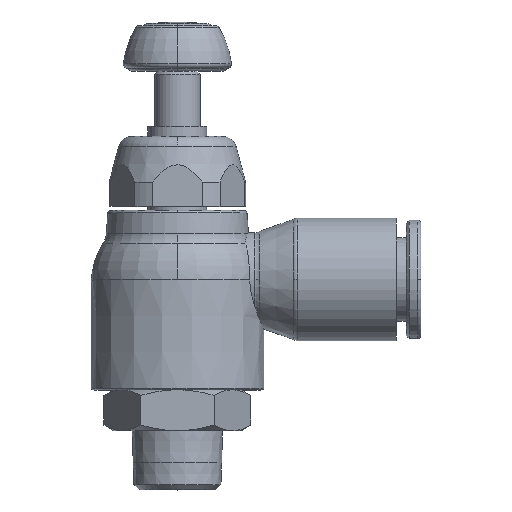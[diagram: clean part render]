
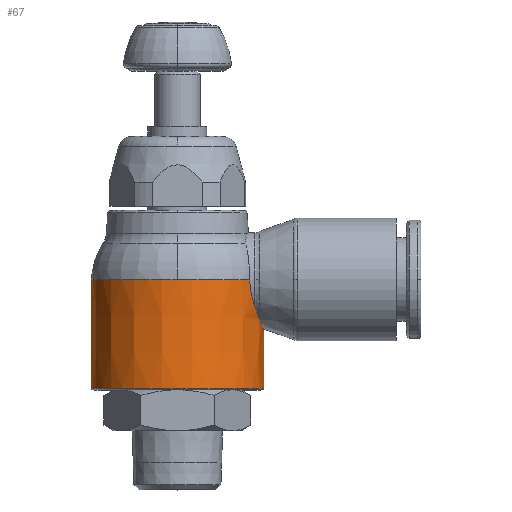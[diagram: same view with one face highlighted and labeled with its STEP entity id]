
A CAD part, top view. The second image highlights one B-rep face of the part: STEP entity #67.
In plain terms, the highlighted conical face has half-angle 0.066 degrees and reference radius 9.493 mm.
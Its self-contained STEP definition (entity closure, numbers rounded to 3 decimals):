
#67=ADVANCED_FACE('',(#210),#211,.T.);
#210=FACE_OUTER_BOUND('',#465,.T.);
#211=CONICAL_SURFACE('',#466,9.493,0.001);
#465=EDGE_LOOP('',(#838,#839,#840,#841,#842,#843,#844,#845,#846));
#466=AXIS2_PLACEMENT_3D('',#847,#848,#849);
#838=ORIENTED_EDGE('',*,*,#1722,.F.);
#839=ORIENTED_EDGE('',*,*,#1723,.T.);
#840=ORIENTED_EDGE('',*,*,#1679,.T.);
#841=ORIENTED_EDGE('',*,*,#1724,.F.);
#842=ORIENTED_EDGE('',*,*,#1725,.T.);
#843=ORIENTED_EDGE('',*,*,#1726,.T.);
#844=ORIENTED_EDGE('',*,*,#1727,.T.);
#845=ORIENTED_EDGE('',*,*,#1720,.F.);
#846=ORIENTED_EDGE('',*,*,#1728,.F.);
#847=CARTESIAN_POINT('',(0.0,10.644,0.0));
#848=DIRECTION('',(-0.0,-1.0,-0.0));
#849=DIRECTION('',(-1.0,0.0,0.0));
#1679=EDGE_CURVE('',#2004,#2010,#2012,.T.);
#1720=EDGE_CURVE('',#2086,#2088,#2089,.T.);
#1722=EDGE_CURVE('',#2091,#2092,#2093,.T.);
#1723=EDGE_CURVE('',#2091,#2004,#2094,.T.);
#1724=EDGE_CURVE('',#2095,#2010,#2096,.T.);
#1725=EDGE_CURVE('',#2095,#2097,#2098,.T.);
#1726=EDGE_CURVE('',#2097,#2099,#2100,.T.);
#1727=EDGE_CURVE('',#2099,#2088,#2101,.T.);
#1728=EDGE_CURVE('',#2092,#2086,#2102,.T.);
#2004=VERTEX_POINT('',#2505);
#2010=VERTEX_POINT('',#2511);
#2012=CIRCLE('',#2513,9.5);
#2086=VERTEX_POINT('',#2661);
#2088=VERTEX_POINT('',#2663);
#2089=CIRCLE('',#2664,9.486);
#2091=VERTEX_POINT('',#2673);
#2092=VERTEX_POINT('',#2674);
#2093=LINE('',#2675,#2676);
#2094=CIRCLE('',#2677,9.5);
#2095=VERTEX_POINT('',#2678);
#2096=LINE('',#2679,#2680);
#2097=VERTEX_POINT('',#2681);
#2098=B_SPLINE_CURVE_WITH_KNOTS('',3,(#2682,#2683,#2684,#2685,#2686,#2687,#2688,#2689,#2690,#2691,#2692,#2693,#2694,#2695),.UNSPECIFIED.,.F.,.F.,(4,2,2,2,2,2,4),(20.913,21.952,22.991,24.031,25.07,26.109,27.149),.UNSPECIFIED.);
#2099=VERTEX_POINT('',#2696);
#2100=B_SPLINE_CURVE_WITH_KNOTS('',3,(#2697,#2698,#2699,#2700,#2701,#2702),.UNSPECIFIED.,.F.,.F.,(4,2,4),(0.0,1.753,3.47),.UNSPECIFIED.);
#2101=B_SPLINE_CURVE_WITH_KNOTS('',3,(#2703,#2704,#2705,#2706,#2707,#2708,#2709,#2710,#2711,#2712),.UNSPECIFIED.,.F.,.F.,(4,2,2,2,4),(12.803,12.923,13.92,14.916,15.845),.UNSPECIFIED.);
#2102=CIRCLE('',#2713,9.486);
#2505=CARTESIAN_POINT('',(0.,4.686,9.5));
#2511=CARTESIAN_POINT('',(9.5,4.686,0.));
#2513=AXIS2_PLACEMENT_3D('',#3599,#3600,#3601);
#2661=CARTESIAN_POINT('',(0.,16.602,9.486));
#2663=CARTESIAN_POINT('',(7.967,16.602,5.15));
#2664=AXIS2_PLACEMENT_3D('',#3676,#3677,#3678);
#2673=CARTESIAN_POINT('',(-9.5,4.686,0.0));
#2674=CARTESIAN_POINT('',(-9.486,16.602,0.));
#2675=CARTESIAN_POINT('',(-9.493,10.644,0.));
#2676=VECTOR('',#3679,1.0);
#2677=AXIS2_PLACEMENT_3D('',#3680,#3681,#3682);
#2678=CARTESIAN_POINT('',(9.492,11.213,0.));
#2679=CARTESIAN_POINT('',(9.493,10.644,0.));
#2680=VECTOR('',#3683,1.0);
#2681=CARTESIAN_POINT('',(9.025,12.27,2.938));
#2682=CARTESIAN_POINT('',(9.024,12.272,-2.94));
#2683=CARTESIAN_POINT('',(9.113,12.051,-2.667));
#2684=CARTESIAN_POINT('',(9.197,11.857,-2.367));
#2685=CARTESIAN_POINT('',(9.339,11.54,-1.729));
#2686=CARTESIAN_POINT('',(9.396,11.417,-1.391));
#2687=CARTESIAN_POINT('',(9.473,11.254,-0.7));
#2688=CARTESIAN_POINT('',(9.492,11.213,-0.346));
#2689=CARTESIAN_POINT('',(9.492,11.213,0.346));
#2690=CARTESIAN_POINT('',(9.473,11.254,0.7));
#2691=CARTESIAN_POINT('',(9.396,11.417,1.391));
#2692=CARTESIAN_POINT('',(9.339,11.54,1.729));
#2693=CARTESIAN_POINT('',(9.197,11.857,2.367));
#2694=CARTESIAN_POINT('',(9.113,12.051,2.667));
#2695=CARTESIAN_POINT('',(9.024,12.272,2.94));
#2696=CARTESIAN_POINT('',(8.51,13.685,4.199));
#2697=CARTESIAN_POINT('',(9.334,11.379,1.725));
#2698=CARTESIAN_POINT('',(9.242,11.671,2.222));
#2699=CARTESIAN_POINT('',(9.113,12.03,2.688));
#2700=CARTESIAN_POINT('',(8.828,12.808,3.511));
#2701=CARTESIAN_POINT('',(8.669,13.232,3.877));
#2702=CARTESIAN_POINT('',(8.51,13.685,4.199));
#2703=CARTESIAN_POINT('',(8.51,13.685,4.199));
#2704=CARTESIAN_POINT('',(8.498,13.718,4.222));
#2705=CARTESIAN_POINT('',(8.487,13.751,4.245));
#2706=CARTESIAN_POINT('',(8.381,14.062,4.455));
#2707=CARTESIAN_POINT('',(8.29,14.363,4.619));
#2708=CARTESIAN_POINT('',(8.136,14.995,4.883));
#2709=CARTESIAN_POINT('',(8.073,15.326,4.984));
#2710=CARTESIAN_POINT('',(7.991,15.975,5.113));
#2711=CARTESIAN_POINT('',(7.97,16.292,5.146));
#2712=CARTESIAN_POINT('',(7.967,16.602,5.15));
#2713=AXIS2_PLACEMENT_3D('',#3684,#3685,#3686);
#3599=CARTESIAN_POINT('',(0.0,4.686,0.0));
#3600=DIRECTION('',(0.0,1.0,0.0));
#3601=DIRECTION('',(-1.0,0.0,0.0));
#3676=CARTESIAN_POINT('',(0.0,16.602,0.0));
#3677=DIRECTION('',(0.0,1.0,0.0));
#3678=DIRECTION('',(-1.0,0.0,0.0));
#3679=DIRECTION('',(0.001,1.,0.));
#3680=CARTESIAN_POINT('',(0.0,4.686,0.0));
#3681=DIRECTION('',(0.0,1.0,0.0));
#3682=DIRECTION('',(-1.0,0.0,0.0));
#3683=DIRECTION('',(0.001,-1.,0.));
#3684=CARTESIAN_POINT('',(0.0,16.602,0.0));
#3685=DIRECTION('',(0.0,1.0,0.0));
#3686=DIRECTION('',(-1.0,0.0,0.0));
